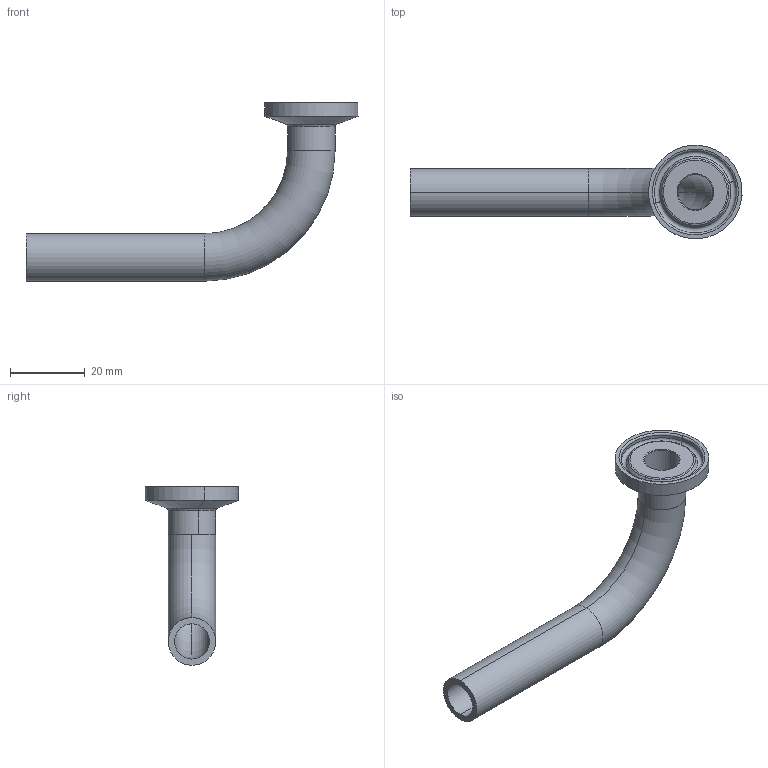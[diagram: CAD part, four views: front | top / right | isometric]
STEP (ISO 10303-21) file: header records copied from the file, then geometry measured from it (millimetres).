
FILE_DESCRIPTION (( 'STEP AP214' ), '1' );
FILE_NAME ('DT12 12.7 B.STEP', '2014-03-15T03:23:19', ( '' ), ( '' ), 'SwSTEP 2.0', 'SolidWorks 2013', '' );
FILE_SCHEMA (( 'AUTOMOTIVE_DESIGN' ));
Length unit declared in the file: inch
Products named in the file (3): DT12 12.7 B; DT12 12.7; 12 12.7
Assembly tree (2 placements, depth 2):
  DT12 12.7 B
    DT12 12.7
    12 12.7
Bounding box: 88.66 x 24.91 x 47.65 mm (x, y, z)
Volume: 7330 mm3; surface area: 8450.7 mm2
Topology: 2 solids, 2 shells, 35 faces, 70 edges, 40 vertices
Faces by surface type: torus 14, cylinder 12, plane 5, cone 4
Entity records: 1050 total; most frequent: DIRECTION 204, CARTESIAN_POINT 150, ORIENTED_EDGE 140, AXIS2_PLACEMENT_3D 94, EDGE_CURVE 70, CIRCLE 54, VERTEX_POINT 40, EDGE_LOOP 40
